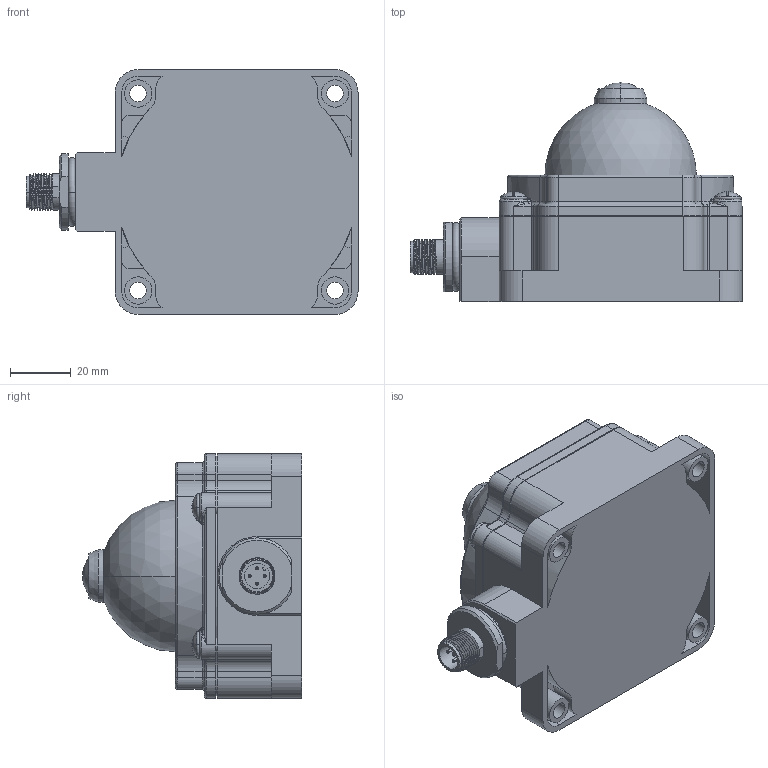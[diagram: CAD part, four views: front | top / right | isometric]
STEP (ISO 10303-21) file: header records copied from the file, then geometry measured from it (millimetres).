
FILE_DESCRIPTION((''),'2;1');
FILE_NAME('144881_SM01_ASM','2025-07-01T11:33:17',('banengservice'),('BANNER ENGINEERING'),'CREO PARAMETRIC BY PTC INC, 2022414','CREO PARAMETRIC BY PTC INC, 2022414','');
FILE_SCHEMA(('CONFIG_CONTROL_DESIGN'));
Length unit declared in the file: millimetre
Products named in the file (2): 144881_EP01; 144881_SM01_ASM
Assembly tree (1 placements, depth 2):
  144881_SM01_ASM
    144881_EP01
Bounding box: 109.59 x 72.32 x 80.85 mm (x, y, z)
Volume: 276569.8 mm3; surface area: 37391.6 mm2
Topology: 1 solids, 1 shells, 496 faces, 1258 edges, 791 vertices
Faces by surface type: cylinder 190, plane 176, torus 70, bspline 32, sphere 20, cone 8
Entity records: 20112 total; most frequent: CARTESIAN_POINT 7959, DIRECTION 2641, ORIENTED_EDGE 2512, EDGE_CURVE 1256, AXIS2_PLACEMENT_3D 1057, VERTEX_POINT 791, CIRCLE 590, EDGE_LOOP 541
